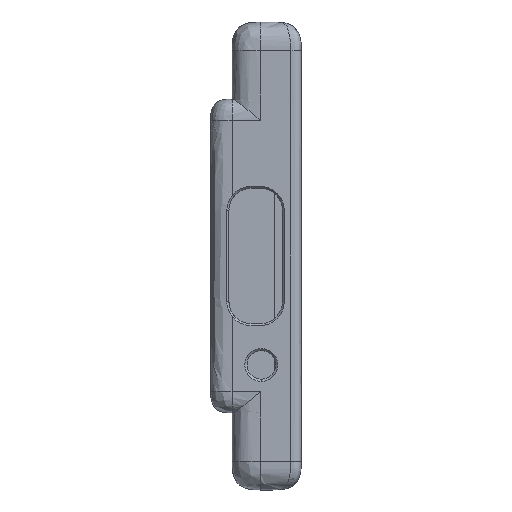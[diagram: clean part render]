
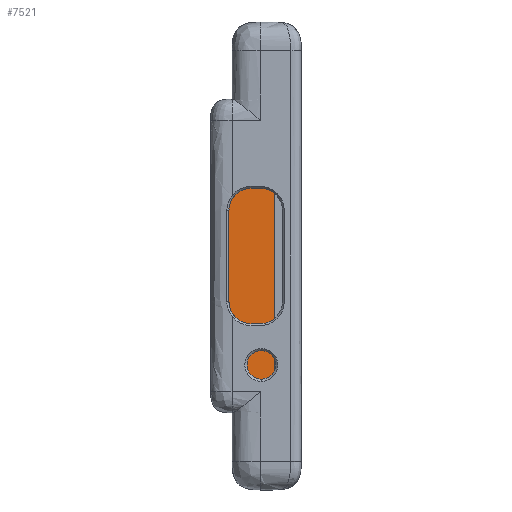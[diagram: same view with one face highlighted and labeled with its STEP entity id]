
A CAD part, left-side view. The second image highlights one B-rep face of the part: STEP entity #7521.
In plain terms, the highlighted planar face has unit normal (-1, 0, 0).
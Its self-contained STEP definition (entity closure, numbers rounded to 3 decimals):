
#236 = EDGE_CURVE ( 'NONE', #10012, #3309, #5546, .T. ) ;
#663 = CARTESIAN_POINT ( 'NONE',  ( 27.9, 7.284, 7.284 ) ) ;
#1079 = CARTESIAN_POINT ( 'NONE',  ( 27.9, 7.284, -7.284 ) ) ;
#1358 = EDGE_CURVE ( 'NONE', #3309, #11272, #7165, .T. ) ;
#2110 = CARTESIAN_POINT ( 'NONE',  ( 27.9, 1.9, 9.85 ) ) ;
#2353 = CARTESIAN_POINT ( 'NONE',  ( 27.9, 1.9, 8.988 ) ) ;
#2577 = CARTESIAN_POINT ( 'NONE',  ( 27.9, 4.718, -9.85 ) ) ;
#3273 = ORIENTED_EDGE ( 'NONE', *, *, #8261, .F. ) ;
#3309 = VERTEX_POINT ( 'NONE', #10402 ) ;
#3414 = ORIENTED_EDGE ( 'NONE', *, *, #13450, .F. ) ;
#4081 = CARTESIAN_POINT ( 'NONE',  ( 27.9, 1.9, -9.85 ) ) ;
#4822 = VERTEX_POINT ( 'NONE', #2577 ) ;
#5249 = ORIENTED_EDGE ( 'NONE', *, *, #236, .F. ) ;
#5353 = ORIENTED_EDGE ( 'NONE', *, *, #1358, .F. ) ;
#5546 = LINE ( 'NONE', #13563, #16301 ) ;
#5602 = VECTOR ( 'NONE', #7364, 1000. ) ;
#5832 = FACE_OUTER_BOUND ( 'NONE', #14172, .T. ) ;
#6138 = DIRECTION ( 'NONE',  ( 0., -0.707, -0.707 ) ) ;
#6390 = CARTESIAN_POINT ( 'NONE',  ( 27.9, 0., 0. ) ) ;
#6607 = LINE ( 'NONE', #15719, #6656 ) ;
#6656 = VECTOR ( 'NONE', #13090, 1000. ) ;
#7165 = LINE ( 'NONE', #663, #10341 ) ;
#7364 = DIRECTION ( 'NONE',  ( 0., -1., 0. ) ) ;
#7507 = DIRECTION ( 'NONE',  ( 1., 0., 0. ) ) ;
#7521 = ADVANCED_FACE ( 'NONE', ( #5832 ), #8861, .F. ) ;
#8261 = EDGE_CURVE ( 'NONE', #11272, #14884, #6607, .T. ) ;
#8861 = PLANE ( 'NONE',  #11276 ) ;
#9577 = EDGE_CURVE ( 'NONE', #4822, #15858, #16655, .T. ) ;
#10012 = VERTEX_POINT ( 'NONE', #14234 ) ;
#10117 = VECTOR ( 'NONE', #10213, 1000. ) ;
#10213 = DIRECTION ( 'NONE',  ( 0., 0., -1. ) ) ;
#10341 = VECTOR ( 'NONE', #12530, 1000. ) ;
#10402 = CARTESIAN_POINT ( 'NONE',  ( 27.9, 5.58, 8.988 ) ) ;
#10486 = DIRECTION ( 'NONE',  ( 0., 0., -1. ) ) ;
#10862 = ORIENTED_EDGE ( 'NONE', *, *, #15765, .T. ) ;
#10940 = ORIENTED_EDGE ( 'NONE', *, *, #9577, .T. ) ;
#11272 = VERTEX_POINT ( 'NONE', #15917 ) ;
#11276 = AXIS2_PLACEMENT_3D ( 'NONE', #6390, #7507, #10486 ) ;
#12054 = VECTOR ( 'NONE', #6138, 1000. ) ;
#12530 = DIRECTION ( 'NONE',  ( 0., -0.707, 0.707 ) ) ;
#13090 = DIRECTION ( 'NONE',  ( 0., -1., 0. ) ) ;
#13450 = EDGE_CURVE ( 'NONE', #14884, #15858, #16862, .T. ) ;
#13563 = CARTESIAN_POINT ( 'NONE',  ( 27.9, 5.58, 0. ) ) ;
#14172 = EDGE_LOOP ( 'NONE', ( #3414, #3273, #5353, #5249, #10862, #10940 ) ) ;
#14234 = CARTESIAN_POINT ( 'NONE',  ( 27.9, 5.58, -8.988 ) ) ;
#14884 = VERTEX_POINT ( 'NONE', #2110 ) ;
#14993 = DIRECTION ( 'NONE',  ( 0., 0., 1. ) ) ;
#15033 = CARTESIAN_POINT ( 'NONE',  ( 27.9, 0., -9.85 ) ) ;
#15501 = LINE ( 'NONE', #1079, #12054 ) ;
#15719 = CARTESIAN_POINT ( 'NONE',  ( 27.9, 0., 9.85 ) ) ;
#15765 = EDGE_CURVE ( 'NONE', #10012, #4822, #15501, .T. ) ;
#15858 = VERTEX_POINT ( 'NONE', #4081 ) ;
#15917 = CARTESIAN_POINT ( 'NONE',  ( 27.9, 4.718, 9.85 ) ) ;
#16301 = VECTOR ( 'NONE', #14993, 1000. ) ;
#16655 = LINE ( 'NONE', #15033, #5602 ) ;
#16862 = LINE ( 'NONE', #2353, #10117 ) ;
